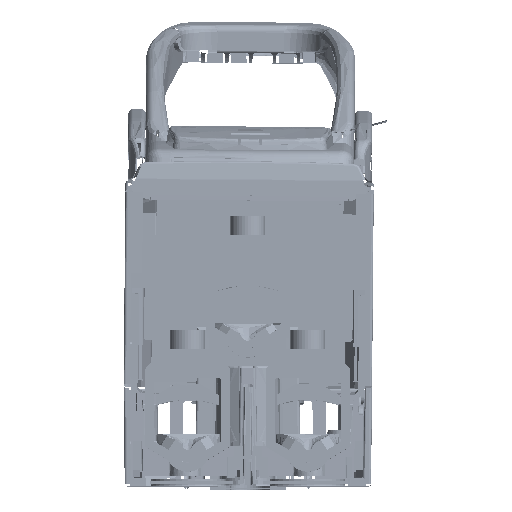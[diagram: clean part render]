
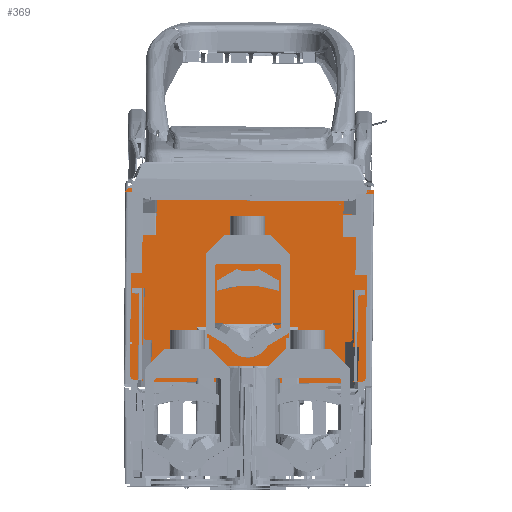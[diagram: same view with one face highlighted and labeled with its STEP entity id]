
A CAD part, top view. The second image highlights one B-rep face of the part: STEP entity #369.
In plain terms, the highlighted planar face has unit normal (0, 0, 1).
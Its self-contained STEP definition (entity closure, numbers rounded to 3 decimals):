
#241=DIRECTION('',(-0.009,-1.,0.));
#242=VECTOR('',#241,77.045);
#243=CARTESIAN_POINT('',(-0.034,620.15,127.167));
#244=LINE('',#243,#242);
#257=DIRECTION('',(-1.,0.009,0.));
#258=VECTOR('',#257,99.);
#259=CARTESIAN_POINT('',(-0.034,620.15,127.167));
#260=LINE('',#259,#258);
#261=DIRECTION('',(-1.,0.009,0.));
#262=VECTOR('',#261,99.);
#263=CARTESIAN_POINT('',(-0.707,543.107,127.167));
#264=LINE('',#263,#262);
#273=DIRECTION('',(-0.009,-1.,0.));
#274=VECTOR('',#273,77.045);
#275=CARTESIAN_POINT('',(-99.031,621.014,127.167));
#276=LINE('',#275,#274);
#285=CARTESIAN_POINT('',(-0.034,620.15,127.167));
#286=VERTEX_POINT('',#285);
#287=CARTESIAN_POINT('',(-0.707,543.107,127.167));
#288=VERTEX_POINT('',#287);
#293=CARTESIAN_POINT('',(-99.031,621.014,127.167));
#294=VERTEX_POINT('',#293);
#295=CARTESIAN_POINT('',(-99.703,543.971,127.167));
#296=VERTEX_POINT('',#295);
#356=CARTESIAN_POINT('',(-0.034,620.15,127.167));
#357=DIRECTION('',(0.,0.,1.));
#358=DIRECTION('',(-0.009,-1.,0.));
#359=AXIS2_PLACEMENT_3D('',#356,#357,#358);
#360=PLANE('',#359);
#361=ORIENTED_EDGE('',*,*,#306,.T.);
#363=ORIENTED_EDGE('',*,*,#362,.T.);
#365=ORIENTED_EDGE('',*,*,#364,.F.);
#366=ORIENTED_EDGE('',*,*,#348,.F.);
#367=EDGE_LOOP('',(#361,#363,#365,#366));
#368=FACE_OUTER_BOUND('',#367,.F.);
#306=EDGE_CURVE('',#286,#288,#244,.T.);
#348=EDGE_CURVE('',#286,#294,#260,.T.);
#362=EDGE_CURVE('',#288,#296,#264,.T.);
#364=EDGE_CURVE('',#294,#296,#276,.T.);
#369=ADVANCED_FACE('',(#368),#360,.T.);
